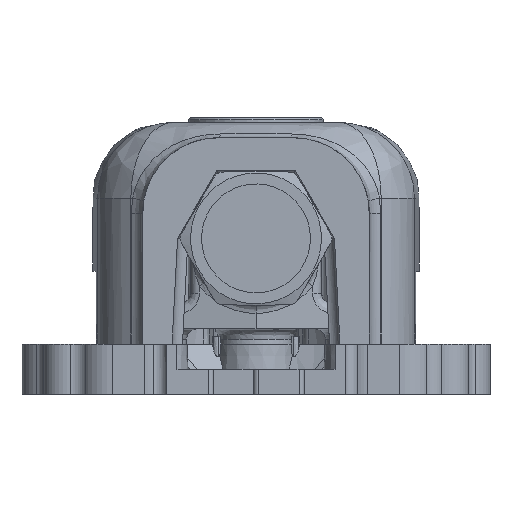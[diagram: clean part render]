
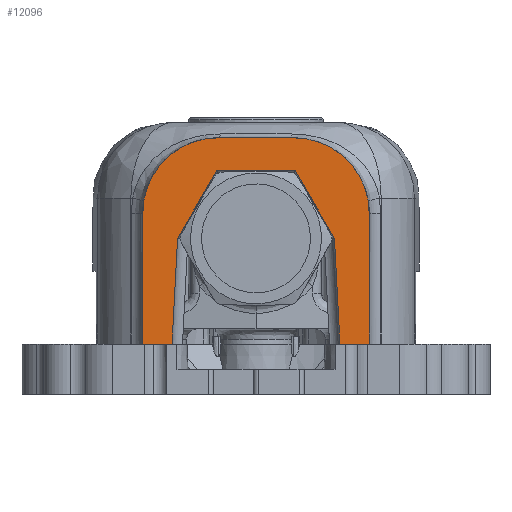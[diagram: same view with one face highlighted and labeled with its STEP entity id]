
A CAD part, front view. The second image highlights one B-rep face of the part: STEP entity #12096.
In plain terms, the highlighted planar face has unit normal (0, -1, 0).
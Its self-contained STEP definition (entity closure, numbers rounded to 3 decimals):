
#499 = CARTESIAN_POINT ( 'NONE',  ( 0., -48., 10. ) ) ;
#622 = LINE ( 'NONE', #12994, #16812 ) ;
#816 = EDGE_CURVE ( 'NONE', #24370, #9910, #34315, .T. ) ;
#944 = CARTESIAN_POINT ( 'NONE',  ( -7.5, -48., 36. ) ) ;
#1782 = LINE ( 'NONE', #13405, #9881 ) ;
#1813 = DIRECTION ( 'NONE',  ( 0., 0., 1. ) ) ;
#1870 = DIRECTION ( 'NONE',  ( -0.5, 0., 0.866 ) ) ;
#2963 = EDGE_CURVE ( 'NONE', #29536, #18320, #18347, .T. ) ;
#3125 = VECTOR ( 'NONE', #1870, 1000. ) ;
#3129 = VERTEX_POINT ( 'NONE', #33825 ) ;
#3625 = LINE ( 'NONE', #26388, #17905 ) ;
#3659 = ORIENTED_EDGE ( 'NONE', *, *, #30039, .F. ) ;
#3969 = DIRECTION ( 'NONE',  ( 1., 0., 0. ) ) ;
#4728 = CARTESIAN_POINT ( 'NONE',  ( 22.5, -48., 31. ) ) ;
#4921 = CARTESIAN_POINT ( 'NONE',  ( 15.588, -48., 31. ) ) ;
#4968 = VERTEX_POINT ( 'NONE', #15218 ) ;
#5952 = VECTOR ( 'NONE', #21734, 1000. ) ;
#7733 = LINE ( 'NONE', #18576, #30844 ) ;
#8329 = EDGE_CURVE ( 'NONE', #24461, #15416, #29223, .T. ) ;
#9881 = VECTOR ( 'NONE', #31284, 1000. ) ;
#9910 = VERTEX_POINT ( 'NONE', #25799 ) ;
#10543 = AXIS2_PLACEMENT_3D ( 'NONE', #11930, #32951, #14973 ) ;
#11263 = LINE ( 'NONE', #4921, #3125 ) ;
#11900 = VERTEX_POINT ( 'NONE', #32450 ) ;
#11930 = CARTESIAN_POINT ( 'NONE',  ( 7.5, -48., 36. ) ) ;
#12030 = AXIS2_PLACEMENT_3D ( 'NONE', #4728, #19999, #1813 ) ;
#12096 = ADVANCED_FACE ( 'NONE', ( #37948 ), #28906, .F. ) ;
#12200 = DIRECTION ( 'NONE',  ( -0.052, 0., -0.999 ) ) ;
#12307 = ORIENTED_EDGE ( 'NONE', *, *, #2963, .F. ) ;
#12372 = DIRECTION ( 'NONE',  ( 1., 0., 0. ) ) ;
#12540 = ORIENTED_EDGE ( 'NONE', *, *, #17415, .F. ) ;
#12994 = CARTESIAN_POINT ( 'NONE',  ( 0., -48., 10. ) ) ;
#13405 = CARTESIAN_POINT ( 'NONE',  ( 22.5, -48., 31. ) ) ;
#13676 = VERTEX_POINT ( 'NONE', #21280 ) ;
#14284 = CIRCLE ( 'NONE', #10543, 15. ) ;
#14569 = ORIENTED_EDGE ( 'NONE', *, *, #816, .F. ) ;
#14963 = DIRECTION ( 'NONE',  ( -1., 0., 0. ) ) ;
#14973 = DIRECTION ( 'NONE',  ( 1., 0., 0. ) ) ;
#15218 = CARTESIAN_POINT ( 'NONE',  ( 22.5, -48., 10. ) ) ;
#15416 = VERTEX_POINT ( 'NONE', #24193 ) ;
#15792 = VECTOR ( 'NONE', #25604, 1000. ) ;
#16482 = VECTOR ( 'NONE', #37496, 1000. ) ;
#16812 = VECTOR ( 'NONE', #17210, 1000. ) ;
#17205 = ORIENTED_EDGE ( 'NONE', *, *, #24848, .F. ) ;
#17210 = DIRECTION ( 'NONE',  ( -1., 0., 0. ) ) ;
#17405 = VECTOR ( 'NONE', #35637, 1000. ) ;
#17415 = EDGE_CURVE ( 'NONE', #28787, #13676, #622, .T. ) ;
#17674 = CARTESIAN_POINT ( 'NONE',  ( 16.689, -48., 10. ) ) ;
#17905 = VECTOR ( 'NONE', #38546, 1000. ) ;
#18021 = CARTESIAN_POINT ( 'NONE',  ( -22.5, -48., 10. ) ) ;
#18262 = ORIENTED_EDGE ( 'NONE', *, *, #24043, .F. ) ;
#18288 = EDGE_CURVE ( 'NONE', #24866, #3129, #7733, .T. ) ;
#18320 = VERTEX_POINT ( 'NONE', #27760 ) ;
#18347 = LINE ( 'NONE', #17674, #17405 ) ;
#18491 = ORIENTED_EDGE ( 'NONE', *, *, #32085, .F. ) ;
#18576 = CARTESIAN_POINT ( 'NONE',  ( 22.5, -48., 51. ) ) ;
#18659 = CARTESIAN_POINT ( 'NONE',  ( 7.794, -48., 44.5 ) ) ;
#19353 = CARTESIAN_POINT ( 'NONE',  ( 16.689, -48., 10. ) ) ;
#19764 = VECTOR ( 'NONE', #12200, 1000. ) ;
#19999 = DIRECTION ( 'NONE',  ( 0., 1., 0. ) ) ;
#20229 = ORIENTED_EDGE ( 'NONE', *, *, #36566, .F. ) ;
#20700 = LINE ( 'NONE', #30225, #19764 ) ;
#21280 = CARTESIAN_POINT ( 'NONE',  ( -17.704, -48., 10. ) ) ;
#21734 = DIRECTION ( 'NONE',  ( -1., 0., 0. ) ) ;
#22169 = DIRECTION ( 'NONE',  ( 0., 1., 0. ) ) ;
#23645 = CARTESIAN_POINT ( 'NONE',  ( -7.5, -48., 51. ) ) ;
#23802 = LINE ( 'NONE', #37499, #15792 ) ;
#24043 = EDGE_CURVE ( 'NONE', #11900, #4968, #1782, .T. ) ;
#24193 = CARTESIAN_POINT ( 'NONE',  ( -7.794, -48., 44.5 ) ) ;
#24370 = VERTEX_POINT ( 'NONE', #18021 ) ;
#24461 = VERTEX_POINT ( 'NONE', #18659 ) ;
#24848 = EDGE_CURVE ( 'NONE', #15416, #33090, #3625, .T. ) ;
#24866 = VERTEX_POINT ( 'NONE', #23645 ) ;
#25265 = ORIENTED_EDGE ( 'NONE', *, *, #8329, .F. ) ;
#25281 = EDGE_CURVE ( 'NONE', #18320, #24461, #11263, .T. ) ;
#25604 = DIRECTION ( 'NONE',  ( -1., 0., 0. ) ) ;
#25642 = EDGE_CURVE ( 'NONE', #33090, #28787, #20700, .T. ) ;
#25799 = CARTESIAN_POINT ( 'NONE',  ( -22.5, -48., 36. ) ) ;
#25982 = ORIENTED_EDGE ( 'NONE', *, *, #25642, .F. ) ;
#26311 = EDGE_CURVE ( 'NONE', #9910, #24866, #32000, .T. ) ;
#26388 = CARTESIAN_POINT ( 'NONE',  ( -7.794, -48., 44.5 ) ) ;
#27760 = CARTESIAN_POINT ( 'NONE',  ( 15.588, -48., 31. ) ) ;
#27834 = ORIENTED_EDGE ( 'NONE', *, *, #18288, .F. ) ;
#28787 = VERTEX_POINT ( 'NONE', #38315 ) ;
#28906 = PLANE ( 'NONE',  #12030 ) ;
#29223 = LINE ( 'NONE', #32940, #37143 ) ;
#29536 = VERTEX_POINT ( 'NONE', #19353 ) ;
#30039 = EDGE_CURVE ( 'NONE', #13676, #24370, #23802, .T. ) ;
#30225 = CARTESIAN_POINT ( 'NONE',  ( -15.588, -48., 31. ) ) ;
#30844 = VECTOR ( 'NONE', #12372, 1000. ) ;
#31284 = DIRECTION ( 'NONE',  ( 0., 0., -1. ) ) ;
#31736 = CARTESIAN_POINT ( 'NONE',  ( -15.588, -48., 31. ) ) ;
#32000 = CIRCLE ( 'NONE', #37845, 15. ) ;
#32085 = EDGE_CURVE ( 'NONE', #3129, #11900, #14284, .T. ) ;
#32450 = CARTESIAN_POINT ( 'NONE',  ( 22.5, -48., 36. ) ) ;
#32940 = CARTESIAN_POINT ( 'NONE',  ( 22.5, -48., 44.5 ) ) ;
#32951 = DIRECTION ( 'NONE',  ( 0., 1., 0. ) ) ;
#33090 = VERTEX_POINT ( 'NONE', #31736 ) ;
#33358 = ORIENTED_EDGE ( 'NONE', *, *, #25281, .F. ) ;
#33825 = CARTESIAN_POINT ( 'NONE',  ( 7.5, -48., 51. ) ) ;
#34315 = LINE ( 'NONE', #34498, #16482 ) ;
#34498 = CARTESIAN_POINT ( 'NONE',  ( -22.5, -48., 31. ) ) ;
#34880 = ORIENTED_EDGE ( 'NONE', *, *, #26311, .F. ) ;
#35637 = DIRECTION ( 'NONE',  ( -0.052, 0., 0.999 ) ) ;
#36566 = EDGE_CURVE ( 'NONE', #4968, #29536, #38962, .T. ) ;
#37143 = VECTOR ( 'NONE', #14963, 1000. ) ;
#37496 = DIRECTION ( 'NONE',  ( 0., 0., 1. ) ) ;
#37499 = CARTESIAN_POINT ( 'NONE',  ( 0., -48., 10. ) ) ;
#37845 = AXIS2_PLACEMENT_3D ( 'NONE', #944, #22169, #3969 ) ;
#37948 = FACE_OUTER_BOUND ( 'NONE', #39005, .T. ) ;
#38315 = CARTESIAN_POINT ( 'NONE',  ( -16.689, -48., 10. ) ) ;
#38546 = DIRECTION ( 'NONE',  ( -0.5, 0., -0.866 ) ) ;
#38962 = LINE ( 'NONE', #499, #5952 ) ;
#39005 = EDGE_LOOP ( 'NONE', ( #17205, #25265, #33358, #12307, #20229, #18262, #18491, #27834, #34880, #14569, #3659, #12540, #25982 ) ) ;
